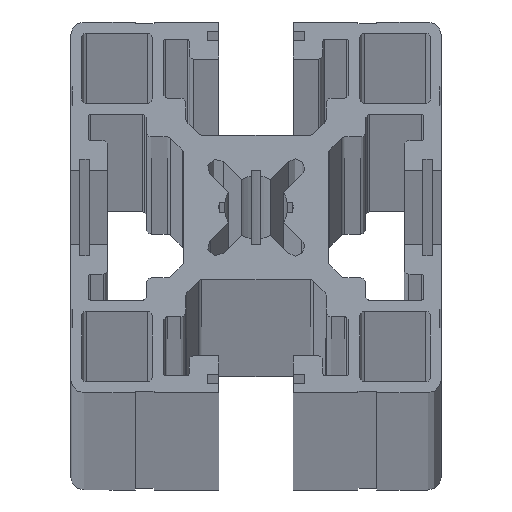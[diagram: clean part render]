
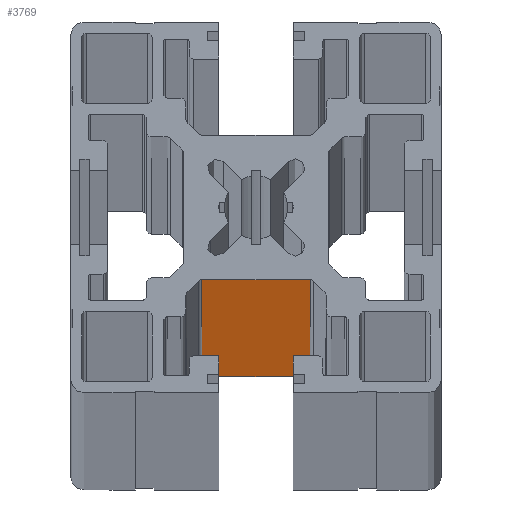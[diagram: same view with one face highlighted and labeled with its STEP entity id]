
A CAD part, top view. The second image highlights one B-rep face of the part: STEP entity #3769.
In plain terms, the highlighted planar face has unit normal (0, -1, 0).
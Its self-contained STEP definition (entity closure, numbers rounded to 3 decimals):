
#804 = PLANE ( 'NONE',  #2507 ) ;
#805 = CARTESIAN_POINT ( 'NONE',  ( -5.825, -7.8, -6000. ) ) ;
#806 = DIRECTION ( 'NONE',  ( 0., -1., 0. ) ) ;
#807 = DIRECTION ( 'NONE',  ( 1., 0., 0. ) ) ;
#982 = LINE ( 'NONE', #7906, #984 ) ;
#984 = VECTOR ( 'NONE', #7907, 1000. ) ;
#1126 = CARTESIAN_POINT ( 'NONE',  ( -5.825, -7.8, -3000. ) ) ;
#1127 = DIRECTION ( 'NONE',  ( 0., 0., -1. ) ) ;
#2402 = EDGE_CURVE ( 'NONE', #6810, #6811, #3936, .T. ) ;
#2507 = AXIS2_PLACEMENT_3D ( 'NONE', #805, #806, #807 ) ;
#3287 = ORIENTED_EDGE ( 'NONE', *, *, #5576, .F. ) ;
#3289 = ORIENTED_EDGE ( 'NONE', *, *, #9663, .T. ) ;
#3291 = ORIENTED_EDGE ( 'NONE', *, *, #5574, .T. ) ;
#3293 = ORIENTED_EDGE ( 'NONE', *, *, #2402, .T. ) ;
#3769 = ADVANCED_FACE ( 'NONE', ( #4018 ), #804, .T. ) ;
#3936 = LINE ( 'NONE', #1126, #3938 ) ;
#3938 = VECTOR ( 'NONE', #1127, 1000. ) ;
#4018 = FACE_OUTER_BOUND ( 'NONE', #9060, .T. ) ;
#4898 = CARTESIAN_POINT ( 'NONE',  ( -5.825, -7.8, 0. ) ) ;
#4899 = DIRECTION ( 'NONE',  ( -1., 0., 0. ) ) ;
#4901 = CARTESIAN_POINT ( 'NONE',  ( 20., -7.8, -6000. ) ) ;
#4902 = DIRECTION ( 'NONE',  ( -1., 0., 0. ) ) ;
#5574 = EDGE_CURVE ( 'NONE', #6815, #6810, #6943, .T. ) ;
#5576 = EDGE_CURVE ( 'NONE', #6818, #6811, #6945, .T. ) ;
#6810 = VERTEX_POINT ( 'NONE', #7742 ) ;
#6811 = VERTEX_POINT ( 'NONE', #7743 ) ;
#6815 = VERTEX_POINT ( 'NONE', #7747 ) ;
#6818 = VERTEX_POINT ( 'NONE', #7750 ) ;
#6943 = LINE ( 'NONE', #4898, #6944 ) ;
#6944 = VECTOR ( 'NONE', #4899, 1000. ) ;
#6945 = LINE ( 'NONE', #4901, #6946 ) ;
#6946 = VECTOR ( 'NONE', #4902, 1000. ) ;
#7742 = CARTESIAN_POINT ( 'NONE',  ( -5.825, -7.8, 0. ) ) ;
#7743 = CARTESIAN_POINT ( 'NONE',  ( -5.825, -7.8, -6000. ) ) ;
#7747 = CARTESIAN_POINT ( 'NONE',  ( 5.825, -7.8, 0. ) ) ;
#7750 = CARTESIAN_POINT ( 'NONE',  ( 5.825, -7.8, -6000. ) ) ;
#7906 = CARTESIAN_POINT ( 'NONE',  ( 5.825, -7.8, -3000. ) ) ;
#7907 = DIRECTION ( 'NONE',  ( 0., 0., 1. ) ) ;
#9060 = EDGE_LOOP ( 'NONE', ( #3287, #3289, #3291, #3293 ) ) ;
#9663 = EDGE_CURVE ( 'NONE', #6818, #6815, #982, .T. ) ;
